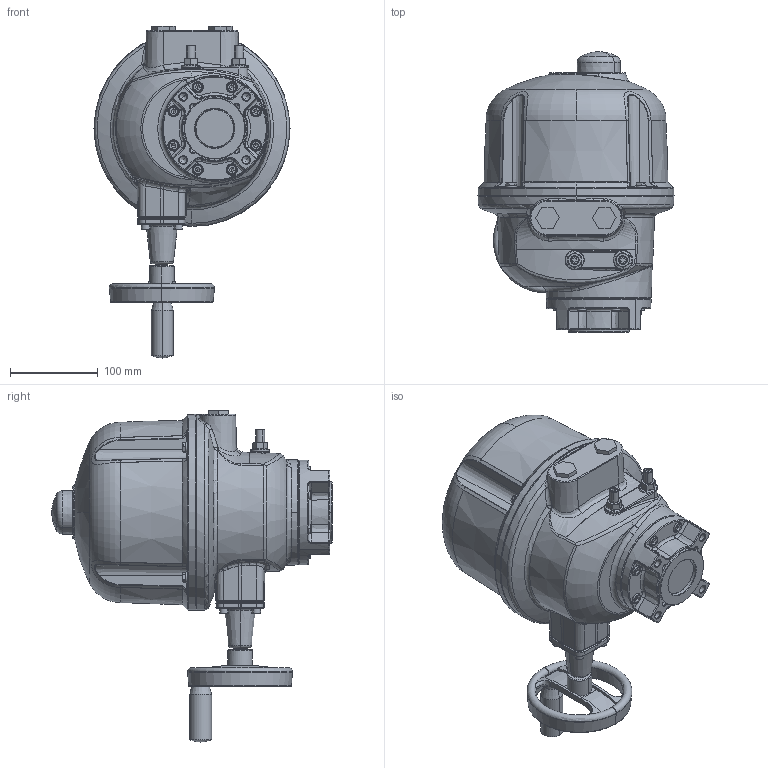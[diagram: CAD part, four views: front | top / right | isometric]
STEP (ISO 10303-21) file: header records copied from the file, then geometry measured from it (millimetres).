
FILE_DESCRIPTION (( 'STEP AP214' ), '1' );
FILE_NAME ('CD_01502.STEP', '2017-12-18T10:26:02', ( '' ), ( '' ), 'SwSTEP 2.0', 'SolidWorks 2017', '' );
FILE_SCHEMA (( 'AUTOMOTIVE_DESIGN' ));
Length unit declared in the file: millimetre
Products named in the file (1): CD_01502
Bounding box: 223.96 x 320.8 x 379.3 mm (x, y, z)
Volume: 7480911.9 mm3; surface area: 294749.7 mm2
Topology: 1 solids, 1 shells, 1368 faces, 3317 edges, 1952 vertices
Faces by surface type: plane 481, bspline 261, cylinder 250, torus 202, cone 156, sphere 18
Entity records: 53305 total; most frequent: CARTESIAN_POINT 23627, ORIENTED_EDGE 6486, DIRECTION 5885, EDGE_CURVE 3243, AXIS2_PLACEMENT_3D 2316, VERTEX_POINT 1952, EDGE_LOOP 1449, FACE_OUTER_BOUND 1369
